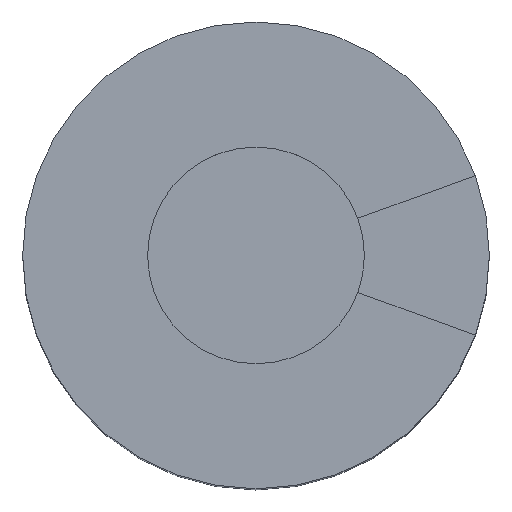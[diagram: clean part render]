
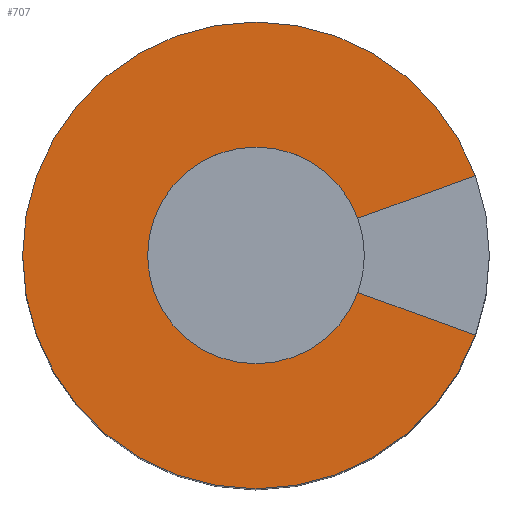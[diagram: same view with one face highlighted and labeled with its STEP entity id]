
A CAD part, top view. The second image highlights one B-rep face of the part: STEP entity #707.
In plain terms, the highlighted planar face has unit normal (0, 0, 1).
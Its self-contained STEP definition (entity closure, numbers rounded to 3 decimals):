
#38=PLANE('',#789);
#73=FACE_OUTER_BOUND('',#120,.T.);
#120=EDGE_LOOP('',(#544,#545,#546,#547));
#157=LINE('',#1120,#218);
#170=LINE('',#1164,#231);
#218=VECTOR('',#895,10.);
#231=VECTOR('',#944,10.);
#283=CIRCLE('',#788,3.25);
#284=CIRCLE('',#790,7.);
#322=VERTEX_POINT('',#1117);
#323=VERTEX_POINT('',#1119);
#335=VERTEX_POINT('',#1159);
#336=VERTEX_POINT('',#1163);
#393=EDGE_CURVE('',#322,#323,#157,.T.);
#414=EDGE_CURVE('',#322,#335,#283,.T.);
#415=EDGE_CURVE('',#336,#335,#170,.T.);
#416=EDGE_CURVE('',#323,#336,#284,.T.);
#544=ORIENTED_EDGE('',*,*,#414,.T.);
#545=ORIENTED_EDGE('',*,*,#415,.F.);
#546=ORIENTED_EDGE('',*,*,#416,.F.);
#547=ORIENTED_EDGE('',*,*,#393,.F.);
#707=ADVANCED_FACE('',(#73),#38,.T.);
#788=AXIS2_PLACEMENT_3D('',#1161,#940,#941);
#789=AXIS2_PLACEMENT_3D('',#1162,#942,#943);
#790=AXIS2_PLACEMENT_3D('',#1165,#945,#946);
#895=DIRECTION('',(0.94,-0.342,0.));
#940=DIRECTION('center_axis',(0.,0.,-1.));
#941=DIRECTION('ref_axis',(-1.,0.,0.));
#942=DIRECTION('center_axis',(0.,0.,1.));
#943=DIRECTION('ref_axis',(1.,0.,0.));
#944=DIRECTION('',(-0.94,-0.342,0.));
#945=DIRECTION('center_axis',(0.,0.,-1.));
#946=DIRECTION('ref_axis',(-1.,0.,0.));
#1117=CARTESIAN_POINT('',(3.054,-1.112,20.5));
#1119=CARTESIAN_POINT('',(6.578,-2.394,20.5));
#1120=CARTESIAN_POINT('',(3.054,-1.112,20.5));
#1159=CARTESIAN_POINT('',(3.054,1.112,20.5));
#1161=CARTESIAN_POINT('Origin',(0.,0.,
20.5));
#1162=CARTESIAN_POINT('Origin',(-7.,0.,20.5));
#1163=CARTESIAN_POINT('',(6.578,2.394,20.5));
#1164=CARTESIAN_POINT('',(3.054,1.112,20.5));
#1165=CARTESIAN_POINT('Origin',(0.,0.,
20.5));
